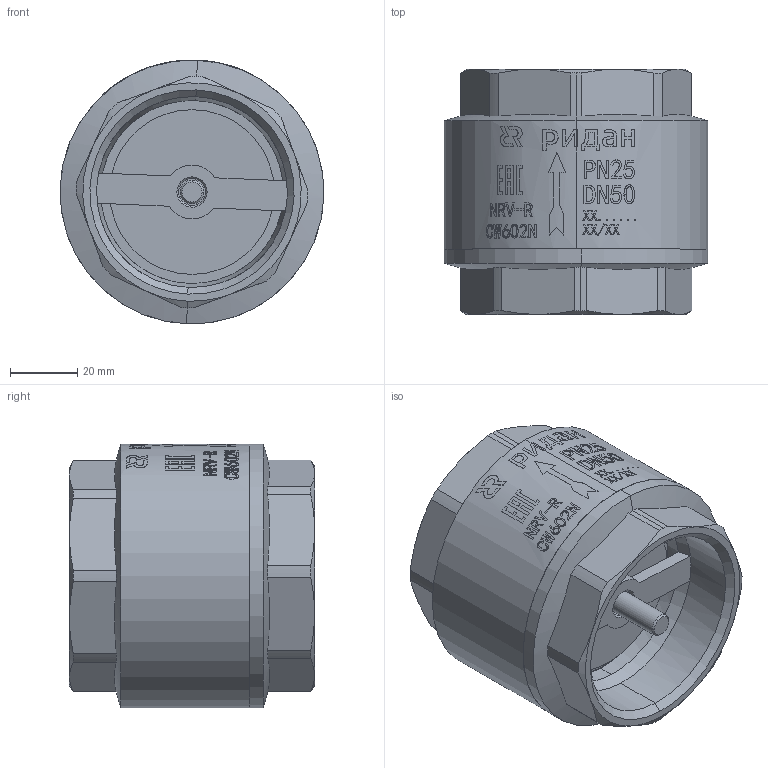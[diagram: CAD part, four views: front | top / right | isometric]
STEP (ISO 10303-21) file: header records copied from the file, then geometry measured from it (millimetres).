
FILE_DESCRIPTION (( 'STEP AP214' ), '1' );
FILE_NAME ('砦隙概2.0.STEP', '2023-03-07T06:59:42', ( '' ), ( '' ), 'SwSTEP 2.0', 'SolidWorks 2016', '' );
FILE_SCHEMA (( 'AUTOMOTIVE_DESIGN' ));
Length unit declared in the file: millimetre
Products named in the file (6): 概簽; 菜え; 2粟銅砦隙概郋3000703100025; 粟銅 蚾饜; 概极2110103_趼; 砦隙概2.0
Assembly tree (5 placements, depth 2):
  砦隙概2.0
    概极2110103_趼
    粟銅 蚾饜
    2粟銅砦隙概郋3000703100025
    菜え
    概簽
Bounding box: 78.5 x 73 x 78.51 mm (x, y, z)
Volume: 109801.9 mm3; surface area: 64946.2 mm2
Topology: 5 solids, 5 shells, 654 faces, 1685 edges, 1101 vertices
Faces by surface type: plane 285, bspline 192, cylinder 119, cone 50, torus 8
Entity records: 47125 total; most frequent: CARTESIAN_POINT 32335, ORIENTED_EDGE 3370, DIRECTION 2422, EDGE_CURVE 1685, VERTEX_POINT 1101, AXIS2_PLACEMENT_3D 979, EDGE_LOOP 728, B_SPLINE_CURVE_WITH_KNOTS 712
